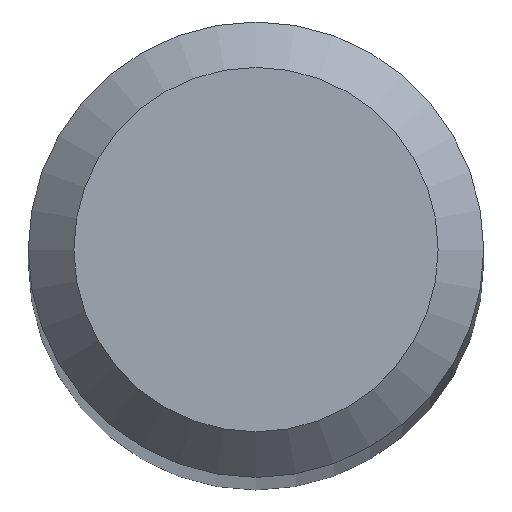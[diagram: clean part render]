
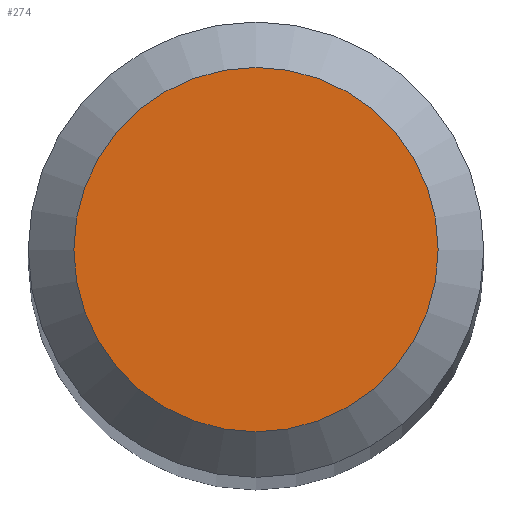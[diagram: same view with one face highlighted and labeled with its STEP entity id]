
A CAD part, top view. The second image highlights one B-rep face of the part: STEP entity #274.
In plain terms, the highlighted planar face has unit normal (0, 0, 1).
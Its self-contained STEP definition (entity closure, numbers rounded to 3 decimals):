
#29 = DIRECTION ( 'NONE',  ( 0., 1., 0. ) ) ;
#50 = DIRECTION ( 'NONE',  ( 0., 0., -1. ) ) ;
#62 = EDGE_CURVE ( 'NONE', #146, #146, #209, .T. ) ;
#98 = AXIS2_PLACEMENT_3D ( 'NONE', #303, #234, #187 ) ;
#117 = CARTESIAN_POINT ( 'NONE',  ( 0., 0., 30. ) ) ;
#120 = FACE_OUTER_BOUND ( 'NONE', #277, .T. ) ;
#146 = VERTEX_POINT ( 'NONE', #216 ) ;
#147 = PLANE ( 'NONE',  #261 ) ;
#187 = DIRECTION ( 'NONE',  ( 0., 1., 0. ) ) ;
#209 = CIRCLE ( 'NONE', #98, 0.6 ) ;
#216 = CARTESIAN_POINT ( 'NONE',  ( 0., 0.6, 30. ) ) ;
#233 = ORIENTED_EDGE ( 'NONE', *, *, #62, .F. ) ;
#234 = DIRECTION ( 'NONE',  ( 0., 0., -1. ) ) ;
#261 = AXIS2_PLACEMENT_3D ( 'NONE', #117, #50, #29 ) ;
#274 = ADVANCED_FACE ( 'NONE', ( #120 ), #147, .F. ) ;
#277 = EDGE_LOOP ( 'NONE', ( #233 ) ) ;
#303 = CARTESIAN_POINT ( 'NONE',  ( 0., 0., 30. ) ) ;
